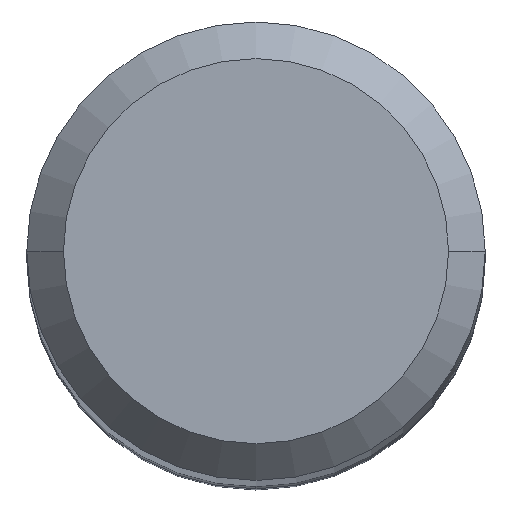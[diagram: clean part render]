
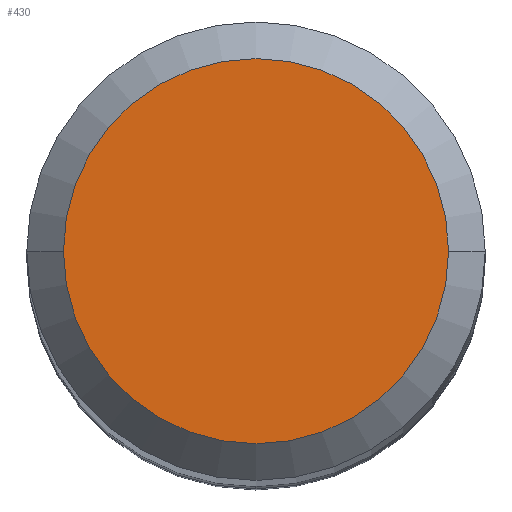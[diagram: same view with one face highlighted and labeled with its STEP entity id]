
A CAD part, top view. The second image highlights one B-rep face of the part: STEP entity #430.
In plain terms, the highlighted planar face has unit normal (0, 0, 1).
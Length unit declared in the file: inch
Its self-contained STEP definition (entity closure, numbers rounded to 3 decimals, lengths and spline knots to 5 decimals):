
#28 = DIRECTION ( 'NONE',  ( 1., 0., 0. ) ) ;
#89 = AXIS2_PLACEMENT_3D ( 'NONE', #155, #233, #279 ) ;
#90 = EDGE_CURVE ( 'NONE', #100, #537, #421, .T. ) ;
#100 = VERTEX_POINT ( 'NONE', #253 ) ;
#105 = ORIENTED_EDGE ( 'NONE', *, *, #90, .T. ) ;
#108 = DIRECTION ( 'NONE',  ( 1., 0., 0. ) ) ;
#122 = CARTESIAN_POINT ( 'NONE',  ( -0.105, 0., 0. ) ) ;
#146 = PLANE ( 'NONE',  #89 ) ;
#148 = ORIENTED_EDGE ( 'NONE', *, *, #491, .T. ) ;
#155 = CARTESIAN_POINT ( 'NONE',  ( 0., 0.105, 0. ) ) ;
#158 = DIRECTION ( 'NONE',  ( 0., 0., 1. ) ) ;
#233 = DIRECTION ( 'NONE',  ( 0., 0., -1. ) ) ;
#253 = CARTESIAN_POINT ( 'NONE',  ( 0.105, 0., 0. ) ) ;
#254 = CIRCLE ( 'NONE', #473, 0.105 ) ;
#279 = DIRECTION ( 'NONE',  ( -1., 0., 0. ) ) ;
#358 = AXIS2_PLACEMENT_3D ( 'NONE', #412, #488, #28 ) ;
#385 = EDGE_LOOP ( 'NONE', ( #148, #105 ) ) ;
#401 = FACE_OUTER_BOUND ( 'NONE', #385, .T. ) ;
#412 = CARTESIAN_POINT ( 'NONE',  ( 0., 0., 0. ) ) ;
#413 = CARTESIAN_POINT ( 'NONE',  ( 0., 0., 0. ) ) ;
#421 = CIRCLE ( 'NONE', #358, 0.105 ) ;
#430 = ADVANCED_FACE ( 'NONE', ( #401 ), #146, .F. ) ;
#473 = AXIS2_PLACEMENT_3D ( 'NONE', #413, #158, #108 ) ;
#488 = DIRECTION ( 'NONE',  ( 0., 0., 1. ) ) ;
#491 = EDGE_CURVE ( 'NONE', #537, #100, #254, .T. ) ;
#537 = VERTEX_POINT ( 'NONE', #122 ) ;
